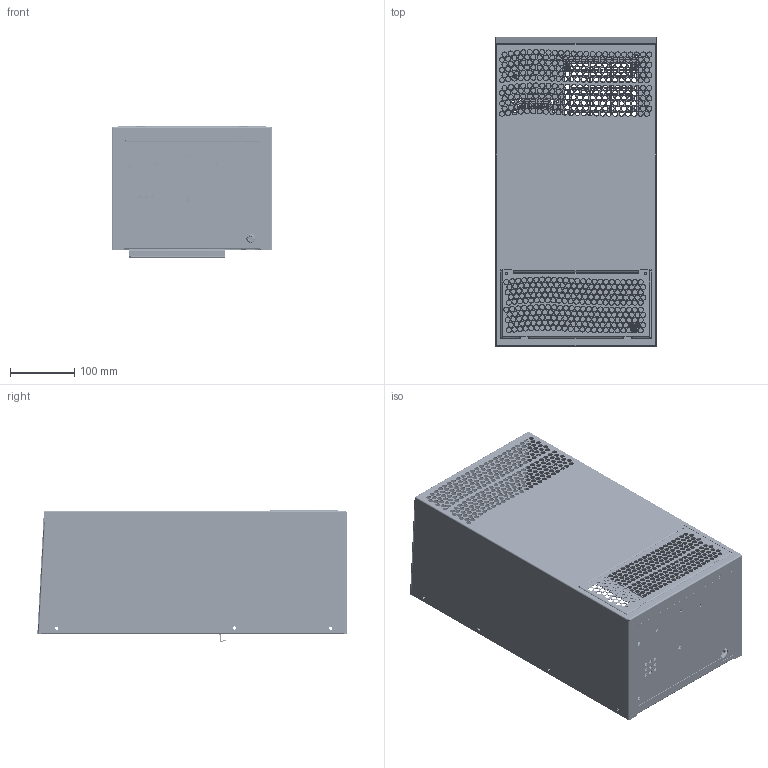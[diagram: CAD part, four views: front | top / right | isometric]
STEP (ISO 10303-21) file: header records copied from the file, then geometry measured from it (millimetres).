
FILE_DESCRIPTION((''),'2;1');
FILE_NAME('ASM0001_ASM','2017-03-09T',('briang'),(''),'CREO PARAMETRIC BY PTC INC, 2014500','CREO PARAMETRIC BY PTC INC, 2014500','');
FILE_SCHEMA(('CONFIG_CONTROL_DESIGN'));
Products named in the file (1): ASM0001_ASM
Bounding box: 250 x 480.67 x 204.31 mm (x, y, z)
Volume: 123790.3 mm3; surface area: 1355856 mm2
Topology: 13 solids, 27 shells, 2916 faces, 8384 edges, 5575 vertices
Faces by surface type: cylinder 1432, plane 1320, cone 60, torus 56, bspline 46, extrusion 2
Entity records: 103140 total; most frequent: CARTESIAN_POINT 21431, DIRECTION 16952, ORIENTED_EDGE 16658, EDGE_CURVE 8370, AXIS2_PLACEMENT_3D 5894, VERTEX_POINT 5575, VECTOR 5164, LINE 5162
